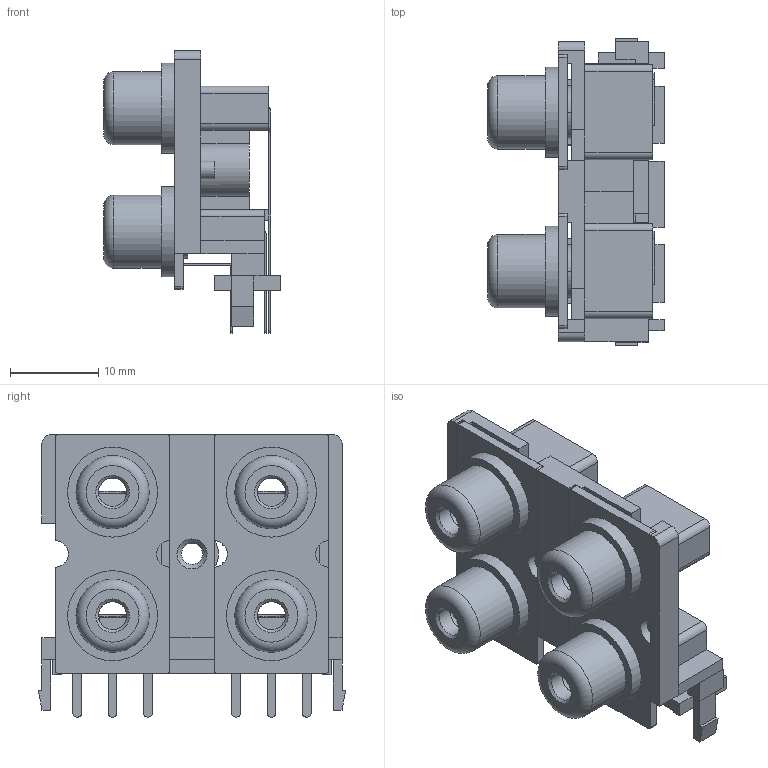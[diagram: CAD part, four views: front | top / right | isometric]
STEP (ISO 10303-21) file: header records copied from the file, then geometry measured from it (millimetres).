
FILE_DESCRIPTION(('FreeCAD Model'),'2;1');
FILE_NAME('RS-409.step','2020-04-19T16:30:11',('Author'),('' ),'Open CASCADE STEP processor 7.3','FreeCAD','Unknown');
FILE_SCHEMA(('AUTOMOTIVE_DESIGN { 1 0 10303 214 1 1 1 1 }'));
Length unit declared in the file: millimetre
Products named in the file (6): RS-409; Base00; Base01; Base02; Sockets; Contacts
Assembly tree (5 placements, depth 2):
  RS-409
    Base00
    Base01
    Base02
    Sockets
    Contacts
Bounding box: 20 x 34.8 x 32 mm (x, y, z)
Volume: 5813.7 mm3; surface area: 10184.1 mm2
Topology: 13 solids, 13 shells, 494 faces, 1330 edges, 862 vertices
Faces by surface type: plane 350, cylinder 135, cone 5, torus 4
Full cylindrical faces by diameter (mm): 2 x4, 2.4 x1, 3.2 x4, 6 x4, 8.3 x8, 10.2 x4
Entity records: 36276 total; most frequent: CARTESIAN_POINT 6385, DIRECTION 4847, LINE 3071, VECTOR 3071, ORIENTED_EDGE 2660, PCURVE 2660, DEFINITIONAL_REPRESENTATION 2660, EDGE_CURVE 1330
